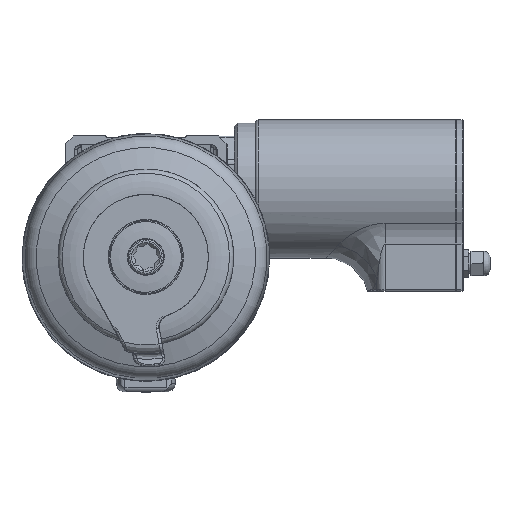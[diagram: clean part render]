
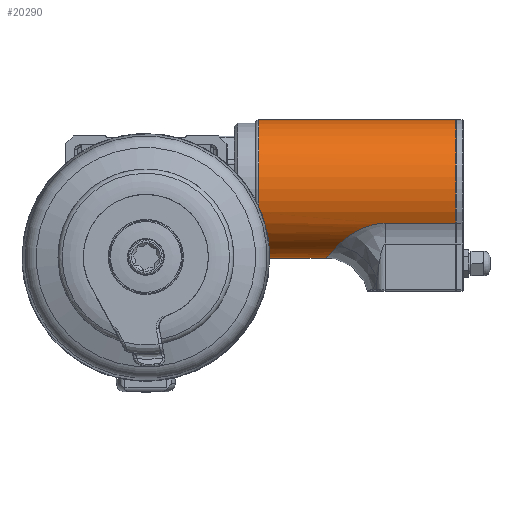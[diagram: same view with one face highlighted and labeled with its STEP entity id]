
A CAD part, top view. The second image highlights one B-rep face of the part: STEP entity #20290.
In plain terms, the highlighted cylindrical face has radius 62.5 mm (diameter 125 mm), a full revolution.
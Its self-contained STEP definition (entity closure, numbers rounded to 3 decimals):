
#758=B_SPLINE_CURVE_WITH_KNOTS('',3,(#35294,#35295,#35296,#35297,#35298,
#35299,#35300,#35301,#35302,#35303),.UNSPECIFIED.,.F.,.F.,(4,1,1,1,1,1,
1,4),(0.,4.664,9.327,18.655,
27.982,46.637,51.301,65.292),
 .UNSPECIFIED.);
#759=B_SPLINE_CURVE_WITH_KNOTS('',3,(#35305,#35306,#35307,#35308,#35309,
#35310,#35311,#35312,#35313,#35314,#35315,#35316),.UNSPECIFIED.,.F.,.F.,
(4,1,1,1,1,1,1,1,1,4),(0.,17.658,35.317,
44.146,52.975,70.634,79.463,92.706,
105.95,123.609),.UNSPECIFIED.);
#760=B_SPLINE_CURVE_WITH_KNOTS('',3,(#35318,#35319,#35320,#35321,#35322,
#35323,#35324,#35325,#35326,#35327),.UNSPECIFIED.,.F.,.F.,(4,1,1,1,1,1,
1,4),(0.,18.64,27.96,37.28,
46.6,55.921,60.581,65.241),
 .UNSPECIFIED.);
#1444=LINE('',#35292,#2855);
#1445=LINE('',#35328,#2856);
#2855=VECTOR('',#25063,63.955);
#2856=VECTOR('',#25064,63.955);
#4502=FACE_BOUND('',#6163,.T.);
#4881=FACE_OUTER_BOUND('',#6162,.T.);
#6162=EDGE_LOOP('',(#14924,#14925,#14926,#14927,#14928,#14929));
#6163=EDGE_LOOP('',(#14930));
#7364=CIRCLE('',#21821,62.5);
#7365=CIRCLE('',#21822,62.5);
#8624=VERTEX_POINT('',#35288);
#8625=VERTEX_POINT('',#35289);
#8626=VERTEX_POINT('',#35291);
#8627=VERTEX_POINT('',#35293);
#8628=VERTEX_POINT('',#35304);
#8629=VERTEX_POINT('',#35317);
#8630=VERTEX_POINT('',#35329);
#10969=EDGE_CURVE('',#8624,#8625,#7364,.T.);
#10970=EDGE_CURVE('',#8625,#8626,#1444,.T.);
#10971=EDGE_CURVE('',#8626,#8627,#758,.T.);
#10972=EDGE_CURVE('',#8627,#8628,#759,.T.);
#10973=EDGE_CURVE('',#8628,#8629,#760,.T.);
#10974=EDGE_CURVE('',#8629,#8624,#1445,.T.);
#10975=EDGE_CURVE('',#8630,#8630,#7365,.T.);
#14924=ORIENTED_EDGE('',*,*,#10969,.T.);
#14925=ORIENTED_EDGE('',*,*,#10970,.T.);
#14926=ORIENTED_EDGE('',*,*,#10971,.T.);
#14927=ORIENTED_EDGE('',*,*,#10972,.T.);
#14928=ORIENTED_EDGE('',*,*,#10973,.T.);
#14929=ORIENTED_EDGE('',*,*,#10974,.T.);
#14930=ORIENTED_EDGE('',*,*,#10975,.T.);
#19620=CYLINDRICAL_SURFACE('',#21820,62.5);
#20290=ADVANCED_FACE('',(#4881,#4502),#19620,.T.);
#21820=AXIS2_PLACEMENT_3D('',#35287,#25059,#25060);
#21821=AXIS2_PLACEMENT_3D('',#35290,#25061,#25062);
#21822=AXIS2_PLACEMENT_3D('',#35330,#25065,#25066);
#25059=DIRECTION('center_axis',(-1.,0.,0.));
#25060=DIRECTION('ref_axis',(0.,-1.,0.));
#25061=DIRECTION('center_axis',(-1.,0.,0.));
#25062=DIRECTION('ref_axis',(0.,1.,0.));
#25063=DIRECTION('',(-1.,0.,0.));
#25064=DIRECTION('',(1.,0.,0.));
#25065=DIRECTION('center_axis',(1.,0.,0.));
#25066=DIRECTION('ref_axis',(0.,1.,0.));
#35287=CARTESIAN_POINT('Origin',(119.,62.17,-142.5));
#35288=CARTESIAN_POINT('',(280.4,31.152,-88.24));
#35289=CARTESIAN_POINT('',(280.4,31.152,-196.76));
#35290=CARTESIAN_POINT('Origin',(280.4,62.17,-142.5));
#35291=CARTESIAN_POINT('',(216.445,31.152,-196.76));
#35292=CARTESIAN_POINT('',(119.,31.152,-196.76));
#35293=CARTESIAN_POINT('',(173.347,10.837,-178.153));
#35294=CARTESIAN_POINT('Ctrl Pts',(216.445,31.152,-196.76));
#35295=CARTESIAN_POINT('Ctrl Pts',(214.89,31.152,-196.76));
#35296=CARTESIAN_POINT('Ctrl Pts',(211.75,30.976,-196.66));
#35297=CARTESIAN_POINT('Ctrl Pts',(205.758,29.986,-196.085));
#35298=CARTESIAN_POINT('Ctrl Pts',(198.981,27.86,-194.779));
#35299=CARTESIAN_POINT('Ctrl Pts',(189.697,23.577,-191.801));
#35300=CARTESIAN_POINT('Ctrl Pts',(183.134,19.349,-188.194));
#35301=CARTESIAN_POINT('Ctrl Pts',(177.123,14.691,-183.26));
#35302=CARTESIAN_POINT('Ctrl Pts',(174.714,12.419,-180.431));
#35303=CARTESIAN_POINT('Ctrl Pts',(173.347,10.837,-178.153));
#35304=CARTESIAN_POINT('',(173.347,10.837,-106.847));
#35305=CARTESIAN_POINT('Ctrl Pts',(173.347,10.837,-178.153));
#35306=CARTESIAN_POINT('Ctrl Pts',(171.622,8.84,-175.279));
#35307=CARTESIAN_POINT('Ctrl Pts',(168.389,5.263,-169.09));
#35308=CARTESIAN_POINT('Ctrl Pts',(165.412,2.142,-160.555));
#35309=CARTESIAN_POINT('Ctrl Pts',(163.874,0.559,-153.467));
#35310=CARTESIAN_POINT('Ctrl Pts',(162.914,-0.418,
-146.143));
#35311=CARTESIAN_POINT('Ctrl Pts',(162.928,-0.404,
-138.721));
#35312=CARTESIAN_POINT('Ctrl Pts',(164.001,0.689,-130.573));
#35313=CARTESIAN_POINT('Ctrl Pts',(165.714,2.453,-123.465));
#35314=CARTESIAN_POINT('Ctrl Pts',(168.807,5.725,-115.12));
#35315=CARTESIAN_POINT('Ctrl Pts',(171.622,8.84,-109.721));
#35316=CARTESIAN_POINT('Ctrl Pts',(173.347,10.837,-106.847));
#35317=CARTESIAN_POINT('',(216.445,31.152,-88.24));
#35318=CARTESIAN_POINT('Ctrl Pts',(173.347,10.837,-106.847));
#35319=CARTESIAN_POINT('Ctrl Pts',(175.168,12.944,-103.812));
#35320=CARTESIAN_POINT('Ctrl Pts',(179.074,16.433,-99.674));
#35321=CARTESIAN_POINT('Ctrl Pts',(185.96,21.163,-95.258));
#35322=CARTESIAN_POINT('Ctrl Pts',(192.031,24.661,-92.446));
#35323=CARTESIAN_POINT('Ctrl Pts',(199.033,27.877,-90.209));
#35324=CARTESIAN_POINT('Ctrl Pts',(205.767,29.986,-88.915));
#35325=CARTESIAN_POINT('Ctrl Pts',(211.765,30.979,-88.339));
#35326=CARTESIAN_POINT('Ctrl Pts',(214.892,31.152,-88.24));
#35327=CARTESIAN_POINT('Ctrl Pts',(216.445,31.152,-88.24));
#35328=CARTESIAN_POINT('',(119.,31.152,-88.24));
#35329=CARTESIAN_POINT('',(102.,-0.33,-142.5));
#35330=CARTESIAN_POINT('Origin',(102.,62.17,-142.5));
